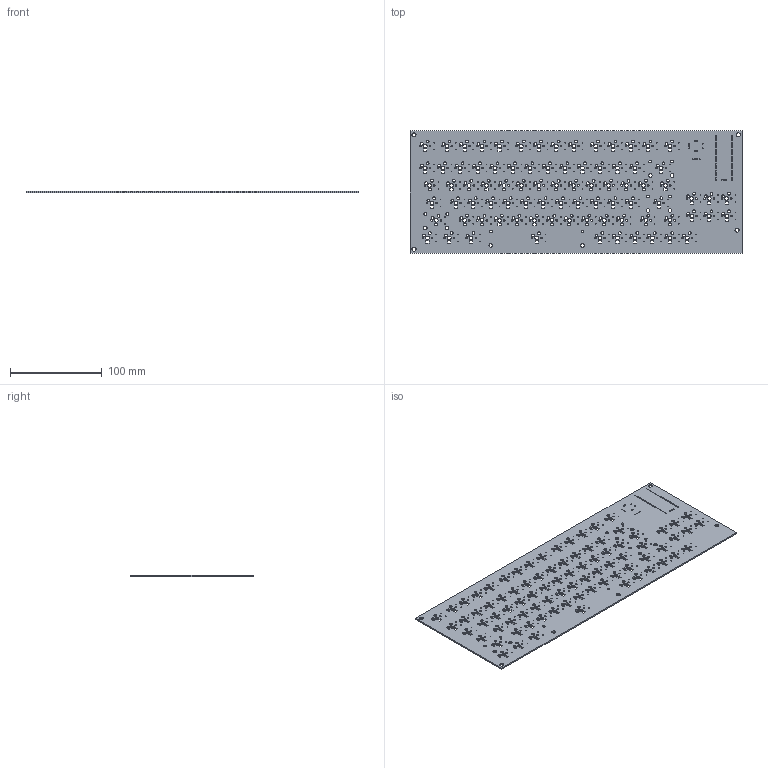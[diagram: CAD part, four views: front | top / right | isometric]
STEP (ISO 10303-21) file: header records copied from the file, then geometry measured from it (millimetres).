
FILE_DESCRIPTION(('KiCad electronic assembly'),'2;1');
FILE_NAME('easy75.step','2025-06-01T15:04:17',('Pcbnew'),('Kicad'), 'Open CASCADE STEP processor 7.8','KiCad to STEP converter','Unknown' );
FILE_SCHEMA(('AUTOMOTIVE_DESIGN { 1 0 10303 214 1 1 1 1 }'));
Length unit declared in the file: millimetre
Products named in the file (2): easy75 1; easy75_PCB
Assembly tree (1 placements, depth 2):
  easy75 1
    easy75_PCB
Bounding box: 361.95 x 133.35 x 1.51 mm (x, y, z)
Volume: 66992.5 mm3; surface area: 98533.5 mm2
Topology: 1 solids, 1 shells, 1010 faces, 3024 edges, 2016 vertices
Faces by surface type: cylinder 664, plane 346
Full cylindrical faces by diameter (mm): 0.8 x168, 1 x9, 1.02 x43, 1.75 x168, 3.048 x8, 3.05 x168, 3.988 x8, 4 x84, 4.436 x2, 4.579 x2
Entity records: 37637 total; most frequent: DIRECTION 6376, CARTESIAN_POINT 6052, ORIENTED_EDGE 6048, EDGE_CURVE 3024, FACE_BOUND 2502, EDGE_LOOP 2502, AXIS2_PLACEMENT_3D 2340, VERTEX_POINT 2016
